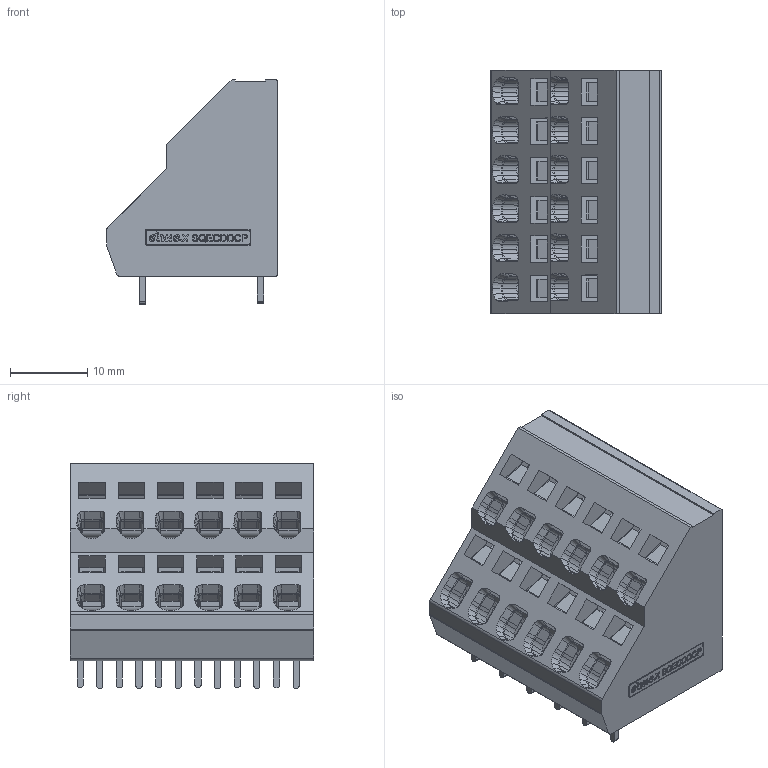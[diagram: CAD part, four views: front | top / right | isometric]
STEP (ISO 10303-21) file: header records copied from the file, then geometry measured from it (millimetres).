
FILE_DESCRIPTION(/* description */ ('Unknown'),/* implementation_level */ '2;1');
FILE_NAME(/* name */ 'SQECDD-6W',/* time_stamp */ '2024-06-27T11:15:33+06:00',/* author */ ('Unknown'),/* organization */ ('Unknown'),/* preprocessor_version */ 'ST-DEVELOPER v16.7',/* originating_system */ 'Solid Edge',/* authorisation */ 'Unknown');
FILE_SCHEMA (('AUTOMOTIVE_DESIGN {1 0 10303 214 3 1 1}'));
Products named in the file (1): Part1
Bounding box: 22.07 x 31.48 x 29.1 mm (x, y, z)
Volume: 7381.4 mm3; surface area: 15528.9 mm2
Topology: 1 solids, 104 shells, 4833 faces, 13447 edges, 8682 vertices
Faces by surface type: plane 2544, cylinder 1428, bspline 443, torus 240, cone 178
Full cylindrical faces by diameter (mm): 1.2 x48, 1.5 x36
Entity records: 196518 total; most frequent: CARTESIAN_POINT 39596, ORIENTED_EDGE 26404, DIRECTION 24711, EDGE_CURVE 13202, VERTEX_POINT 8641, LINE 8559, VECTOR 8559, AXIS2_PLACEMENT_3D 8076
